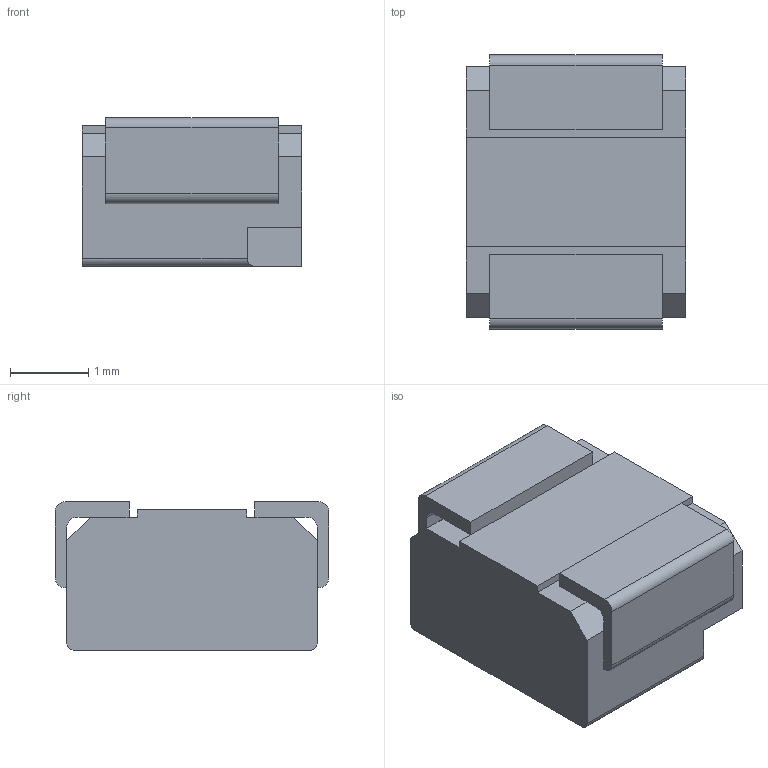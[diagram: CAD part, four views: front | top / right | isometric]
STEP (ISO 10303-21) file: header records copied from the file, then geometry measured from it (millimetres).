
FILE_DESCRIPTION (( 'STEP AP214' ), '1' );
FILE_NAME ('User Library-LS T67F-T2V2-1.STEP', '2020-12-25T04:57:49', ( '' ), ( '' ), 'SwSTEP 2.0', 'SolidWorks 2020', '' );
FILE_SCHEMA (( 'AUTOMOTIVE_DESIGN' ));
Length unit declared in the file: millimetre
Products named in the file (1): User Library-LS T67F-T2V2-1
Bounding box: 2.8 x 3.5 x 1.9 mm (x, y, z)
Volume: 14.4 mm3; surface area: 50.4 mm2
Topology: 2 solids, 2 shells, 71 faces, 190 edges, 121 vertices
Faces by surface type: plane 51, cylinder 18, cone 2
Entity records: 2875 total; most frequent: CARTESIAN_POINT 386, ORIENTED_EDGE 380, DIRECTION 371, EDGE_CURVE 190, LINE 151, VECTOR 151, VERTEX_POINT 121, AXIS2_PLACEMENT_3D 110
